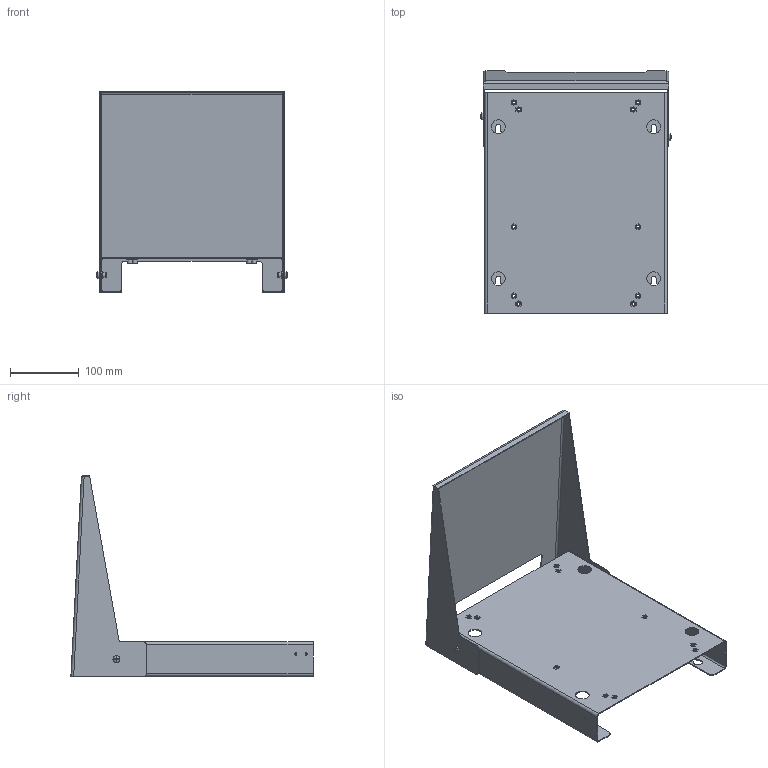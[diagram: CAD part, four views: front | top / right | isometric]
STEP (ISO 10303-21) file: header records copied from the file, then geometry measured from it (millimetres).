
FILE_DESCRIPTION(('CATIA V5R22 STEP214','CAx-IF Rec.Pracs.--- Model Styling and Organization---1.4--- 2014-01-23'),'2;1');
FILE_NAME ('D1519126_0_8000086576_8000086576.stp','2022-02-09T12:07:42+00:00',('none'),('Weidmueller'),'CATIA Version 5-6 Release 2016 SP3 HF44','CATIA V5 STEP AP214','none');
FILE_SCHEMA(('AUTOMOTIVE_DESIGN { 1 0 10303 214 1 1 1 1 }'));
Length unit declared in the file: millimetre
Products named in the file (1): PV SUN COVER 30/19/18
Bounding box: 276.52 x 351 x 290.97 mm (x, y, z)
Volume: 347561.3 mm3; surface area: 470957.6 mm2
Topology: 16 solids, 16 shells, 964 faces, 2486 edges, 1580 vertices
Faces by surface type: plane 578, cylinder 204, torus 96, cone 76, bspline 6, sphere 4
Entity records: 28556 total; most frequent: CARTESIAN_POINT 6400, ORIENTED_EDGE 4972, DIRECTION 3732, EDGE_CURVE 2486, VERTEX_POINT 1580, VECTOR 1542, LINE 1542, AXIS2_PLACEMENT_3D 1452
